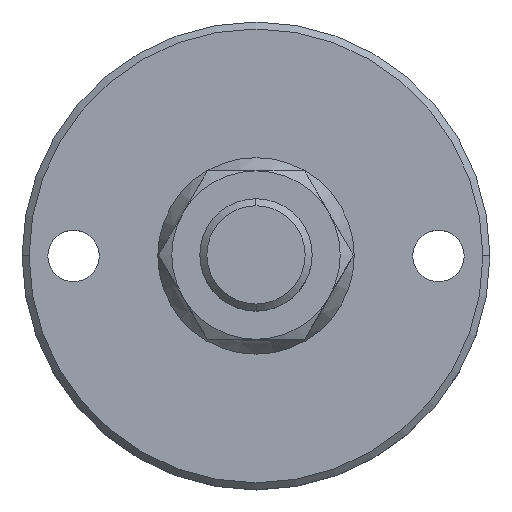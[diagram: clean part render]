
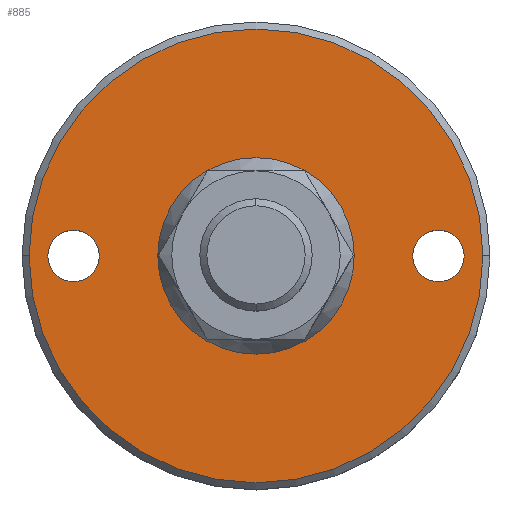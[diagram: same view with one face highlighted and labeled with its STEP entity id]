
A CAD part, top view. The second image highlights one B-rep face of the part: STEP entity #885.
In plain terms, the highlighted planar face has unit normal (0, 0, 1).
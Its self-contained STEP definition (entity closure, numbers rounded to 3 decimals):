
#387=EDGE_CURVE('',#795,#879,#1035,.T.);
#421=EDGE_CURVE('',#879,#795,#1071,.T.);
#515=EDGE_CURVE('',#607,#811,#1180,.T.);
#521=VERTEX_POINT('',#1186);
#569=VERTEX_POINT('',#1243);
#605=EDGE_CURVE('',#861,#521,#1281,.T.);
#607=VERTEX_POINT('',#1283);
#645=EDGE_CURVE('',#811,#607,#1324,.T.);
#669=EDGE_CURVE('',#569,#771,#1353,.T.);
#771=VERTEX_POINT('',#1469);
#795=VERTEX_POINT('',#1495);
#805=EDGE_CURVE('',#771,#569,#1506,.T.);
#811=VERTEX_POINT('',#1512);
#861=VERTEX_POINT('',#1567);
#875=EDGE_CURVE('',#521,#861,#1582,.T.);
#879=VERTEX_POINT('',#1587);
#885=ADVANCED_FACE('',(#1593,#1594,#1595,#1596),#1597,.T.);
#1035=CIRCLE('',#1782,21.0);
#1071=CIRCLE('',#1855,21.0);
#1180=CIRCLE('',#2052,5.5);
#1186=CARTESIAN_POINT('',(48.5,0.,20.5));
#1243=CARTESIAN_POINT('',(33.5,0.0,20.5));
#1281=CIRCLE('',#2219,48.5);
#1283=CARTESIAN_POINT('',(-33.5,0.,20.5));
#1324=CIRCLE('',#2299,5.5);
#1353=CIRCLE('',#2351,5.5);
#1469=CARTESIAN_POINT('',(44.5,0.,20.5));
#1495=CARTESIAN_POINT('',(-21.0,0.,20.5));
#1506=CIRCLE('',#2650,5.5);
#1512=CARTESIAN_POINT('',(-44.5,0.0,20.5));
#1567=CARTESIAN_POINT('',(-48.5,0.,20.5));
#1582=CIRCLE('',#2810,48.5);
#1587=CARTESIAN_POINT('',(21.0,0.,20.5));
#1593=FACE_BOUND('',#2831,.T.);
#1594=FACE_BOUND('',#2832,.T.);
#1595=FACE_BOUND('',#2833,.T.);
#1596=FACE_OUTER_BOUND('',#2834,.T.);
#1597=PLANE('',#2835);
#1782=AXIS2_PLACEMENT_3D('',#3086,#3087,#3088);
#1855=AXIS2_PLACEMENT_3D('',#3115,#3116,#3117);
#2052=AXIS2_PLACEMENT_3D('',#3243,#3244,#3245);
#2219=AXIS2_PLACEMENT_3D('',#3379,#3380,#3381);
#2299=AXIS2_PLACEMENT_3D('',#3421,#3422,#3423);
#2351=AXIS2_PLACEMENT_3D('',#3462,#3463,#3464);
#2650=AXIS2_PLACEMENT_3D('',#3640,#3641,#3642);
#2810=AXIS2_PLACEMENT_3D('',#3713,#3714,#3715);
#2831=EDGE_LOOP('',(#3725,#3726));
#2832=EDGE_LOOP('',(#3727,#3728));
#2833=EDGE_LOOP('',(#3729,#3730));
#2834=EDGE_LOOP('',(#3731,#3732));
#2835=AXIS2_PLACEMENT_3D('',#3733,#3734,#3735);
#3086=CARTESIAN_POINT('',(0.,0.,20.5));
#3087=DIRECTION('',(0.,0.,1.0));
#3088=DIRECTION('',(-1.0,0.,0.));
#3115=CARTESIAN_POINT('',(0.,0.,20.5));
#3116=DIRECTION('',(0.,0.,1.0));
#3117=DIRECTION('',(-1.0,0.,0.));
#3243=CARTESIAN_POINT('',(-39.0,0.,20.5));
#3244=DIRECTION('',(0.,0.,-1.0));
#3245=DIRECTION('',(1.0,0.,0.));
#3379=CARTESIAN_POINT('',(0.,0.,20.5));
#3380=DIRECTION('',(0.,0.,1.0));
#3381=DIRECTION('',(-1.0,0.,0.));
#3421=CARTESIAN_POINT('',(-39.0,0.,20.5));
#3422=DIRECTION('',(0.,0.,-1.0));
#3423=DIRECTION('',(1.0,0.,0.));
#3462=CARTESIAN_POINT('',(39.0,0.,20.5));
#3463=DIRECTION('',(0.,0.,-1.0));
#3464=DIRECTION('',(1.0,0.,0.));
#3640=CARTESIAN_POINT('',(39.0,0.,20.5));
#3641=DIRECTION('',(0.,0.,-1.0));
#3642=DIRECTION('',(1.0,0.,0.));
#3713=CARTESIAN_POINT('',(0.,0.,20.5));
#3714=DIRECTION('',(0.,0.,1.0));
#3715=DIRECTION('',(-1.0,0.,0.));
#3725=ORIENTED_EDGE('',*,*,#669,.T.);
#3726=ORIENTED_EDGE('',*,*,#805,.T.);
#3727=ORIENTED_EDGE('',*,*,#645,.T.);
#3728=ORIENTED_EDGE('',*,*,#515,.T.);
#3729=ORIENTED_EDGE('',*,*,#387,.F.);
#3730=ORIENTED_EDGE('',*,*,#421,.F.);
#3731=ORIENTED_EDGE('',*,*,#605,.T.);
#3732=ORIENTED_EDGE('',*,*,#875,.T.);
#3733=CARTESIAN_POINT('',(-34.75,0.,20.5));
#3734=DIRECTION('',(0.,0.,1.0));
#3735=DIRECTION('',(-1.0,0.,0.0));
